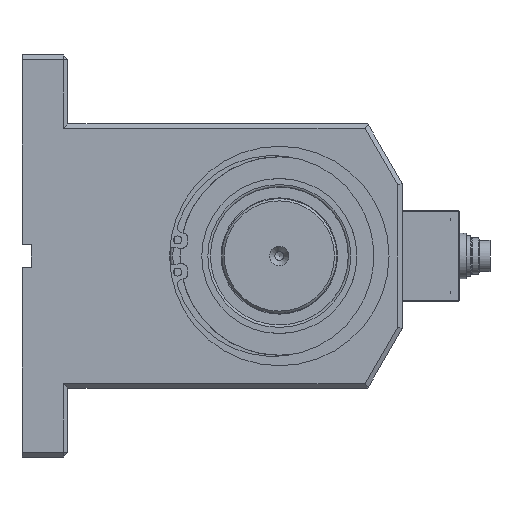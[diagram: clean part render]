
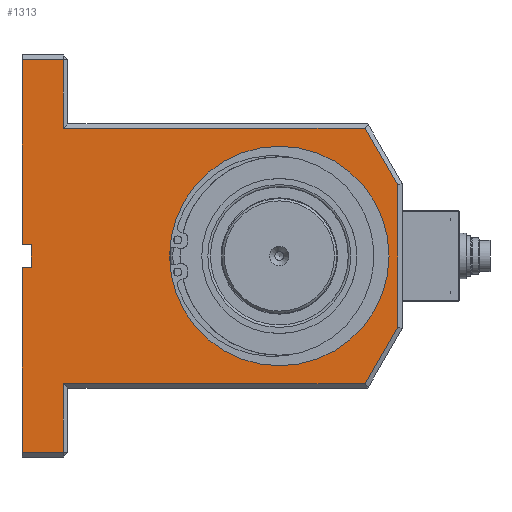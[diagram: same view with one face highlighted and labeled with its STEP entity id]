
A CAD part, left-side view. The second image highlights one B-rep face of the part: STEP entity #1313.
In plain terms, the highlighted face is planar.
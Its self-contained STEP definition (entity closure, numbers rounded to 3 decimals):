
#1313 = ADVANCED_FACE( '', ( #2588, #2589 ), #2590, .T. );
#2588 = FACE_OUTER_BOUND( '', #3848, .T. );
#2589 = FACE_BOUND( '', #3849, .T. );
#2590 = PLANE( '', #3850 );
#3848 = EDGE_LOOP( '', ( #5941, #5942, #5943, #5944, #5945, #5946, #5947, #5948, #5949, #5950, #5951, #5952, #5953, #5954 ) );
#3849 = EDGE_LOOP( '', ( #5955 ) );
#3850 = AXIS2_PLACEMENT_3D( '', #5956, #5957, #5958 );
#5941 = ORIENTED_EDGE( '', *, *, #7225, .F. );
#5942 = ORIENTED_EDGE( '', *, *, #7282, .T. );
#5943 = ORIENTED_EDGE( '', *, *, #6988, .T. );
#5944 = ORIENTED_EDGE( '', *, *, #6972, .T. );
#5945 = ORIENTED_EDGE( '', *, *, #6597, .T. );
#5946 = ORIENTED_EDGE( '', *, *, #7283, .T. );
#5947 = ORIENTED_EDGE( '', *, *, #7232, .T. );
#5948 = ORIENTED_EDGE( '', *, *, #6727, .T. );
#5949 = ORIENTED_EDGE( '', *, *, #6669, .T. );
#5950 = ORIENTED_EDGE( '', *, *, #7259, .T. );
#5951 = ORIENTED_EDGE( '', *, *, #6563, .F. );
#5952 = ORIENTED_EDGE( '', *, *, #7163, .F. );
#5953 = ORIENTED_EDGE( '', *, *, #7255, .F. );
#5954 = ORIENTED_EDGE( '', *, *, #7284, .F. );
#5955 = ORIENTED_EDGE( '', *, *, #6736, .T. );
#5956 = CARTESIAN_POINT( '', ( 135.823, 0., 201.584 ) );
#5957 = DIRECTION( '', ( 0., -1., 0. ) );
#5958 = DIRECTION( '', ( 0., 0., -1. ) );
#6563 = EDGE_CURVE( '', #7478, #7480, #7481, .T. );
#6597 = EDGE_CURVE( '', #7532, #7537, #7539, .T. );
#6669 = EDGE_CURVE( '', #7651, #7656, #7658, .T. );
#6727 = EDGE_CURVE( '', #7745, #7651, #7747, .T. );
#6736 = EDGE_CURVE( '', #7761, #7761, #7762, .T. );
#6972 = EDGE_CURVE( '', #8115, #7532, #8118, .T. );
#6988 = EDGE_CURVE( '', #8139, #8115, #8141, .T. );
#7163 = EDGE_CURVE( '', #8397, #7478, #8398, .T. );
#7225 = EDGE_CURVE( '', #8478, #8480, #8481, .T. );
#7232 = EDGE_CURVE( '', #8487, #7745, #8489, .T. );
#7255 = EDGE_CURVE( '', #8519, #8397, #8520, .T. );
#7259 = EDGE_CURVE( '', #7656, #7480, #8525, .T. );
#7282 = EDGE_CURVE( '', #8478, #8139, #8553, .T. );
#7283 = EDGE_CURVE( '', #7537, #8487, #8554, .T. );
#7284 = EDGE_CURVE( '', #8480, #8519, #8555, .T. );
#7478 = VERTEX_POINT( '', #8782 );
#7480 = VERTEX_POINT( '', #8785 );
#7481 = LINE( '', #8786, #8787 );
#7532 = VERTEX_POINT( '', #8845 );
#7537 = VERTEX_POINT( '', #8852 );
#7539 = LINE( '', #8855, #8856 );
#7651 = VERTEX_POINT( '', #8996 );
#7656 = VERTEX_POINT( '', #9003 );
#7658 = LINE( '', #9006, #9007 );
#7745 = VERTEX_POINT( '', #9113 );
#7747 = LINE( '', #9116, #9117 );
#7761 = VERTEX_POINT( '', #9135 );
#7762 = CIRCLE( '', #9136, 47.75 );
#8115 = VERTEX_POINT( '', #9582 );
#8118 = LINE( '', #9587, #9588 );
#8139 = VERTEX_POINT( '', #9610 );
#8141 = LINE( '', #9613, #9614 );
#8397 = VERTEX_POINT( '', #9915 );
#8398 = LINE( '', #9916, #9917 );
#8478 = VERTEX_POINT( '', #10017 );
#8480 = VERTEX_POINT( '', #10020 );
#8481 = LINE( '', #10021, #10022 );
#8487 = VERTEX_POINT( '', #10030 );
#8489 = LINE( '', #10033, #10034 );
#8519 = VERTEX_POINT( '', #10069 );
#8520 = LINE( '', #10070, #10071 );
#8525 = LINE( '', #10078, #10079 );
#8553 = LINE( '', #10114, #10115 );
#8554 = LINE( '', #10116, #10117 );
#8555 = LINE( '', #10118, #10119 );
#8782 = CARTESIAN_POINT( '', ( 188.323, 0., 51.084 ) );
#8785 = CARTESIAN_POINT( '', ( 107.823, 0., 51.084 ) );
#8786 = CARTESIAN_POINT( '', ( 105.823, 0., 51.084 ) );
#8787 = VECTOR( '', #10314, 1000. );
#8845 = CARTESIAN_POINT( '', ( 248.823, 0., 200.429 ) );
#8852 = CARTESIAN_POINT( '', ( 224.306, 0., 214.584 ) );
#8855 = CARTESIAN_POINT( '', ( 223.842, 0., 214.852 ) );
#8856 = VECTOR( '', #10367, 1000. );
#8996 = CARTESIAN_POINT( '', ( 137.823, 0., 69.084 ) );
#9003 = CARTESIAN_POINT( '', ( 107.823, 0., 69.084 ) );
#9006 = CARTESIAN_POINT( '', ( 105.823, 0., 69.084 ) );
#9007 = VECTOR( '', #10462, 1000. );
#9113 = CARTESIAN_POINT( '', ( 137.823, 0., 200.429 ) );
#9116 = CARTESIAN_POINT( '', ( 137.823, 0., 71.084 ) );
#9117 = VECTOR( '', #10545, 1000. );
#9135 = CARTESIAN_POINT( '', ( 241.073, 0., 163.084 ) );
#9136 = AXIS2_PLACEMENT_3D( '', #10553, #10554, #10555 );
#9582 = CARTESIAN_POINT( '', ( 248.823, 0., 69.084 ) );
#9587 = CARTESIAN_POINT( '', ( 248.823, 0., 201.584 ) );
#9588 = VECTOR( '', #10871, 1000. );
#9610 = CARTESIAN_POINT( '', ( 278.823, 0., 69.084 ) );
#9613 = CARTESIAN_POINT( '', ( 250.823, 0., 69.084 ) );
#9614 = VECTOR( '', #10901, 1000. );
#9915 = CARTESIAN_POINT( '', ( 188.323, 0., 55.184 ) );
#9916 = CARTESIAN_POINT( '', ( 188.323, 0., 55.184 ) );
#9917 = VECTOR( '', #11133, 1000. );
#10017 = CARTESIAN_POINT( '', ( 278.823, 0., 51.084 ) );
#10020 = CARTESIAN_POINT( '', ( 198.323, 0., 51.084 ) );
#10021 = CARTESIAN_POINT( '', ( 198.323, 0., 51.084 ) );
#10022 = VECTOR( '', #11203, 1000. );
#10030 = CARTESIAN_POINT( '', ( 162.34, 0., 214.584 ) );
#10033 = CARTESIAN_POINT( '', ( 136.823, 0., 199.852 ) );
#10034 = VECTOR( '', #11207, 1000. );
#10069 = CARTESIAN_POINT( '', ( 198.323, 0., 55.184 ) );
#10070 = CARTESIAN_POINT( '', ( 188.323, 0., 55.184 ) );
#10071 = VECTOR( '', #11228, 1000. );
#10078 = CARTESIAN_POINT( '', ( 107.823, 0., 51.084 ) );
#10079 = VECTOR( '', #11231, 1000. );
#10114 = CARTESIAN_POINT( '', ( 278.823, 0., 71.084 ) );
#10115 = VECTOR( '', #11257, 1000. );
#10116 = CARTESIAN_POINT( '', ( 161.804, 0., 214.584 ) );
#10117 = VECTOR( '', #11258, 1000. );
#10118 = CARTESIAN_POINT( '', ( 198.323, 0., 55.184 ) );
#10119 = VECTOR( '', #11259, 1000. );
#10314 = DIRECTION( '', ( -1., 0., 0. ) );
#10367 = DIRECTION( '', ( -0.866, 0., 0.5 ) );
#10462 = DIRECTION( '', ( -1., 0., 0. ) );
#10545 = DIRECTION( '', ( 0., 0., -1. ) );
#10553 = CARTESIAN_POINT( '', ( 193.323, 0., 163.084 ) );
#10554 = DIRECTION( '', ( 0., 1., 0. ) );
#10555 = DIRECTION( '', ( 1., 0., 0. ) );
#10871 = DIRECTION( '', ( 0., 0., 1. ) );
#10901 = DIRECTION( '', ( -1., 0., 0. ) );
#11133 = DIRECTION( '', ( 0., 0., -1. ) );
#11203 = DIRECTION( '', ( -1., 0., 0. ) );
#11207 = DIRECTION( '', ( -0.866, 0., -0.5 ) );
#11228 = DIRECTION( '', ( -1., 0., 0. ) );
#11231 = DIRECTION( '', ( 0., 0., -1. ) );
#11257 = DIRECTION( '', ( 0., 0., 1. ) );
#11258 = DIRECTION( '', ( -1., 0., 0. ) );
#11259 = DIRECTION( '', ( 0., 0., 1. ) );
